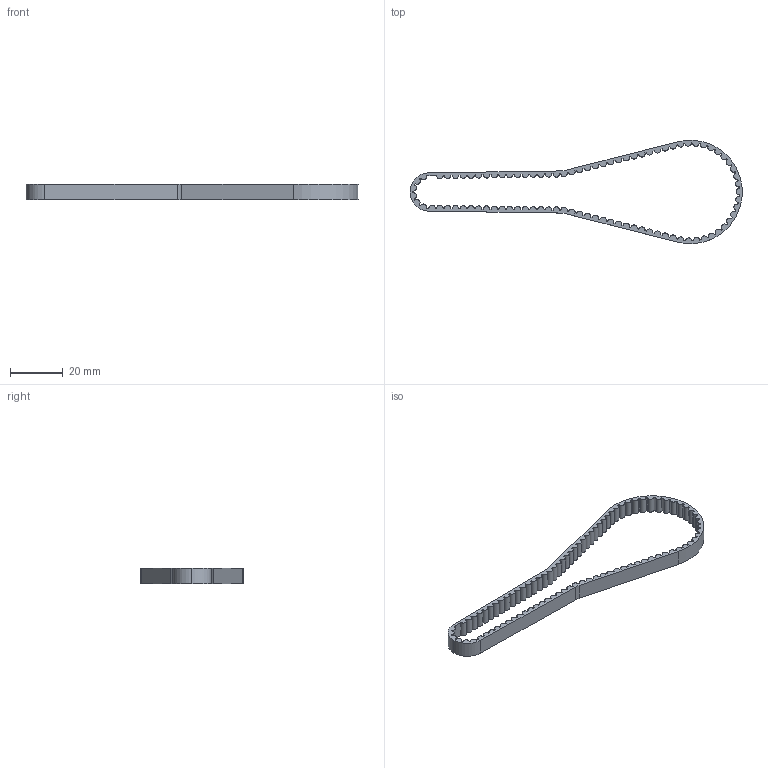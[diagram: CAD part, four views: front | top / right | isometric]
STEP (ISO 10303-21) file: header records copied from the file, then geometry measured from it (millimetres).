
FILE_DESCRIPTION (( 'STEP AP214' ), '1' );
FILE_NAME ('MirrorHTD Belt (2nd stage - Thigh).STEP', '2023-12-11T13:50:22', ( '' ), ( '' ), 'SwSTEP 2.0', 'SolidWorks 2023', '' );
FILE_SCHEMA (( 'AUTOMOTIVE_DESIGN' ));
Length unit declared in the file: millimetre
Products named in the file (1): MirrorHTD Belt (2nd stage - Thigh)
Bounding box: 126.1 x 39.26 x 6 mm (x, y, z)
Volume: 3094.8 mm3; surface area: 5165.2 mm2
Topology: 1 solids, 1 shells, 216 faces, 642 edges, 428 vertices
Faces by surface type: cylinder 146, plane 70
Entity records: 7405 total; most frequent: DIRECTION 1368, CARTESIAN_POINT 1287, ORIENTED_EDGE 1284, EDGE_CURVE 642, AXIS2_PLACEMENT_3D 509, VERTEX_POINT 428, LINE 350, VECTOR 350
